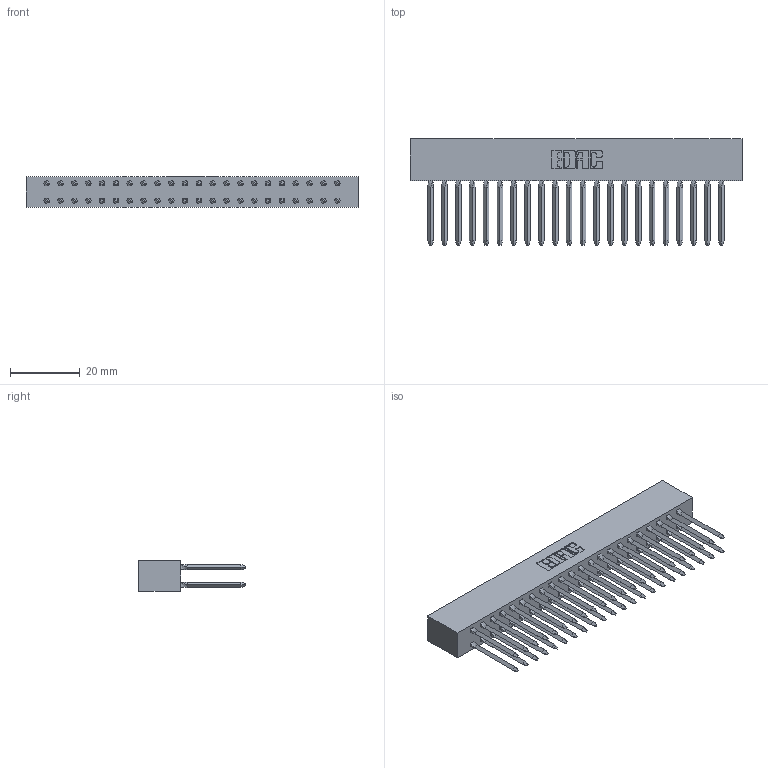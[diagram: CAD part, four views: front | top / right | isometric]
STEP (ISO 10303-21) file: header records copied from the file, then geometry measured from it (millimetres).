
FILE_DESCRIPTION (( 'STEP AP203' ), '1' );
FILE_NAME ('338-044-541-201.STEP', '2020-03-24T18:38:21', ( '' ), ( '' ), 'SwSTEP 2.0', 'SolidWorks 2016', '' );
FILE_SCHEMA (( 'CONFIG_CONTROL_DESIGN' ));
Length unit declared in the file: inch
Products named in the file (3): 338-044-541-201; 338-290-001_541; 338-210-001_338-210-022-001
Assembly tree (45 placements, depth 2):
  338-044-541-201
    338-210-001_338-210-022-001
    338-290-001_541  x44
Bounding box: 95.05 x 30.56 x 8.71 mm (x, y, z)
Volume: 7694.5 mm3; surface area: 14781 mm2
Topology: 45 solids, 45 shells, 3034 faces, 8147 edges, 5166 vertices
Faces by surface type: plane 2114, cylinder 744, bspline 176
Entity records: 44702 total; most frequent: CARTESIAN_POINT 8896, ORIENTED_EDGE 7436, DIRECTION 6969, EDGE_CURVE 3718, LINE 2763, VECTOR 2763, VERTEX_POINT 2414, AXIS2_PLACEMENT_3D 2103
